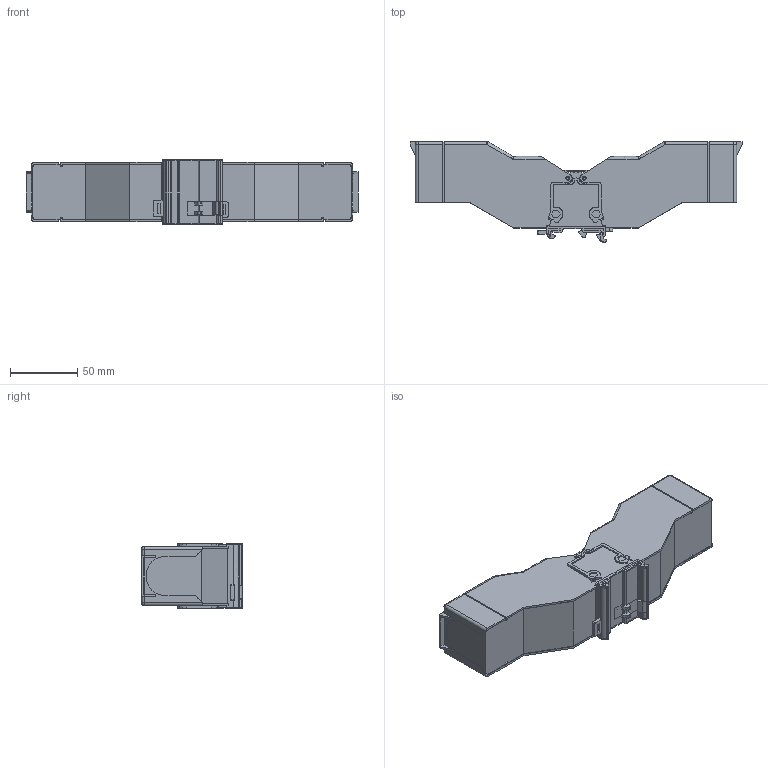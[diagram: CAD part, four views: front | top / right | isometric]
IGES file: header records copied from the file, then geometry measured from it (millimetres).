
Start section: SolidWorks IGES file using analytic representation for surfaces
Global section: file name: 304310_AVK 150 B_GR.IGS; native system: SolidWorks 2015; preprocessor: SolidWorks 2015; author: guveng; date: 150804.130813; units: millimetre
Bounding box: 246 x 74.62 x 48 mm (x, y, z)
Surface area: 86977.4 mm2 (no closed solid volume)
Topology: 0 solids, 0 shells, 1191 faces, 13993 edges, 17334 vertices
Faces by surface type: bspline 793, revolution 398
